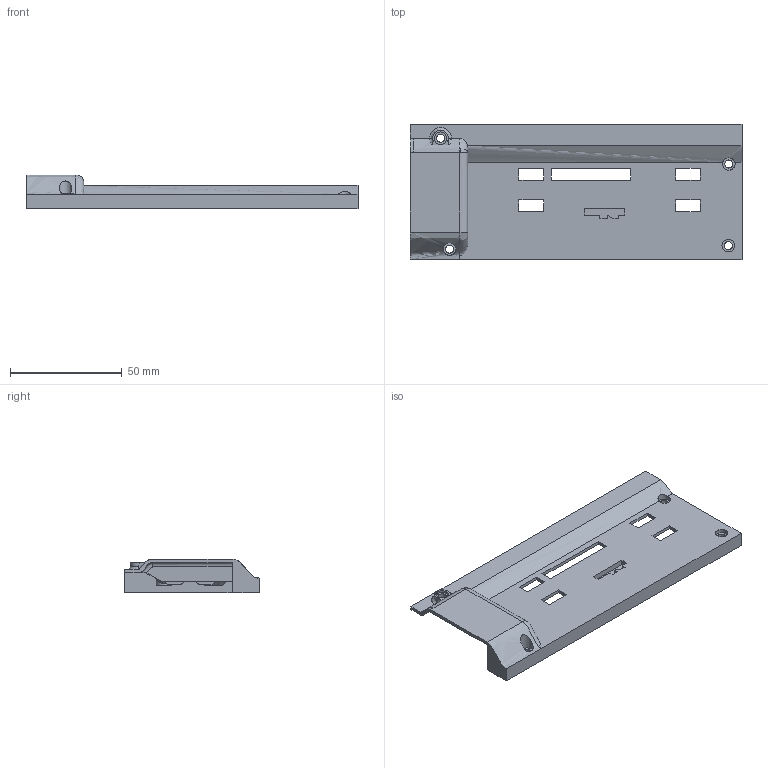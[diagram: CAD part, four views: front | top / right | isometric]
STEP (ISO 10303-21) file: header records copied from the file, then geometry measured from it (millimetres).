
FILE_DESCRIPTION(/* description */ ('STEP AP242','CAx-IF Rec.Pracs.---Representation and Presentation of Product Manufacturing Information (PMI)---4.0---2014-10-13','CAx-IF Rec.Pracs.---3D Tessellated Geometry---0.4---2014-09-14','2;1'),/* implementation_level */ '2;1');
FILE_NAME(/* name */ 'X1P-800 components - upper case',/* time_stamp */ '2025-06-04T00:29:26Z',/* author */ (''),/* organization */ (''),/* preprocessor_version */ 'ST-DEVELOPER v20',/* originating_system */ 'ONSHAPE BY PTC INC, 1.198',/* authorisation */ ' ');
FILE_SCHEMA (('AP242_MANAGED_MODEL_BASED_3D_ENGINEERING_MIM_LF { 1 0 10303 442 1 1 4 }'));
Length unit declared in the file: metre
Products named in the file (1): upper case
Bounding box: 148.3 x 60.3 x 15.1 mm (x, y, z)
Volume: 16124.1 mm3; surface area: 22134 mm2
Topology: 1 solids, 1 shells, 125 faces, 355 edges, 234 vertices
Faces by surface type: plane 80, bspline 29, cylinder 12, cone 4
Full cylindrical faces by diameter (mm): 3.6 x4, 5.6 x4, 7 x1
Entity records: 27921 total; most frequent: CARTESIAN_POINT 24958, ORIENTED_EDGE 680, DIRECTION 457, EDGE_CURVE 340, VERTEX_POINT 231, LINE 209, VECTOR 209, EDGE_LOOP 157
